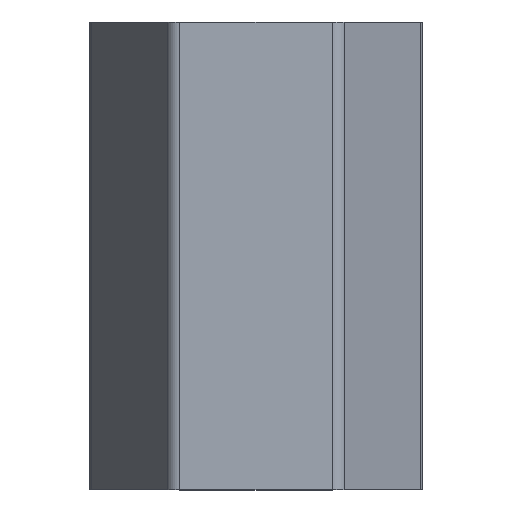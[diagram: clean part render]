
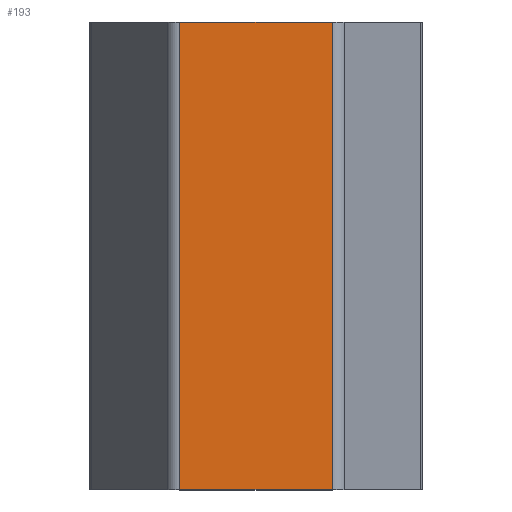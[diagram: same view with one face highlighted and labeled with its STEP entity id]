
A CAD part, top view. The second image highlights one B-rep face of the part: STEP entity #193.
In plain terms, the highlighted planar face has unit normal (0, 0, 1).
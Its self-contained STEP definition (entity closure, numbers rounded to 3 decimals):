
#144 = EDGE_CURVE ( 'NONE', #635, #646, #879, .T. ) ;
#193 = ADVANCED_FACE ( 'NONE', ( #794 ), #736, .F. ) ;
#221 = ORIENTED_EDGE ( 'NONE', *, *, #144, .T. ) ;
#233 = CARTESIAN_POINT ( 'NONE',  ( -1.804, 10., 3.125 ) ) ;
#242 = CARTESIAN_POINT ( 'NONE',  ( -1.804, 0., 3.125 ) ) ;
#273 = VERTEX_POINT ( 'NONE', #475 ) ;
#283 = DIRECTION ( 'NONE',  ( 0., 0., -1. ) ) ;
#305 = CARTESIAN_POINT ( 'NONE',  ( -1.631, 0., 3.125 ) ) ;
#311 = DIRECTION ( 'NONE',  ( 0., 1., 0. ) ) ;
#321 = DIRECTION ( 'NONE',  ( 1., 0., 0. ) ) ;
#336 = DIRECTION ( 'NONE',  ( 1., 0., 0. ) ) ;
#454 = EDGE_CURVE ( 'NONE', #273, #868, #575, .T. ) ;
#473 = LINE ( 'NONE', #761, #902 ) ;
#475 = CARTESIAN_POINT ( 'NONE',  ( -1.631, 10., 3.125 ) ) ;
#480 = ORIENTED_EDGE ( 'NONE', *, *, #454, .T. ) ;
#528 = LINE ( 'NONE', #242, #583 ) ;
#561 = EDGE_LOOP ( 'NONE', ( #917, #480, #729, #221 ) ) ;
#575 = LINE ( 'NONE', #647, #898 ) ;
#583 = VECTOR ( 'NONE', #321, 1000. ) ;
#616 = CARTESIAN_POINT ( 'NONE',  ( 1.631, 0., 3.125 ) ) ;
#635 = VERTEX_POINT ( 'NONE', #616 ) ;
#643 = AXIS2_PLACEMENT_3D ( 'NONE', #233, #283, #648 ) ;
#646 = VERTEX_POINT ( 'NONE', #908 ) ;
#647 = CARTESIAN_POINT ( 'NONE',  ( -1.631, 10., 3.125 ) ) ;
#648 = DIRECTION ( 'NONE',  ( -1., 0., 0. ) ) ;
#707 = EDGE_CURVE ( 'NONE', #273, #646, #473, .T. ) ;
#729 = ORIENTED_EDGE ( 'NONE', *, *, #886, .T. ) ;
#736 = PLANE ( 'NONE',  #643 ) ;
#743 = CARTESIAN_POINT ( 'NONE',  ( 1.631, 10., 3.125 ) ) ;
#761 = CARTESIAN_POINT ( 'NONE',  ( -1.804, 10., 3.125 ) ) ;
#794 = FACE_OUTER_BOUND ( 'NONE', #561, .T. ) ;
#837 = VECTOR ( 'NONE', #311, 1000. ) ;
#853 = DIRECTION ( 'NONE',  ( 0., -1., 0. ) ) ;
#868 = VERTEX_POINT ( 'NONE', #305 ) ;
#879 = LINE ( 'NONE', #743, #837 ) ;
#886 = EDGE_CURVE ( 'NONE', #868, #635, #528, .T. ) ;
#898 = VECTOR ( 'NONE', #853, 1000. ) ;
#902 = VECTOR ( 'NONE', #336, 1000. ) ;
#908 = CARTESIAN_POINT ( 'NONE',  ( 1.631, 10., 3.125 ) ) ;
#917 = ORIENTED_EDGE ( 'NONE', *, *, #707, .F. ) ;
